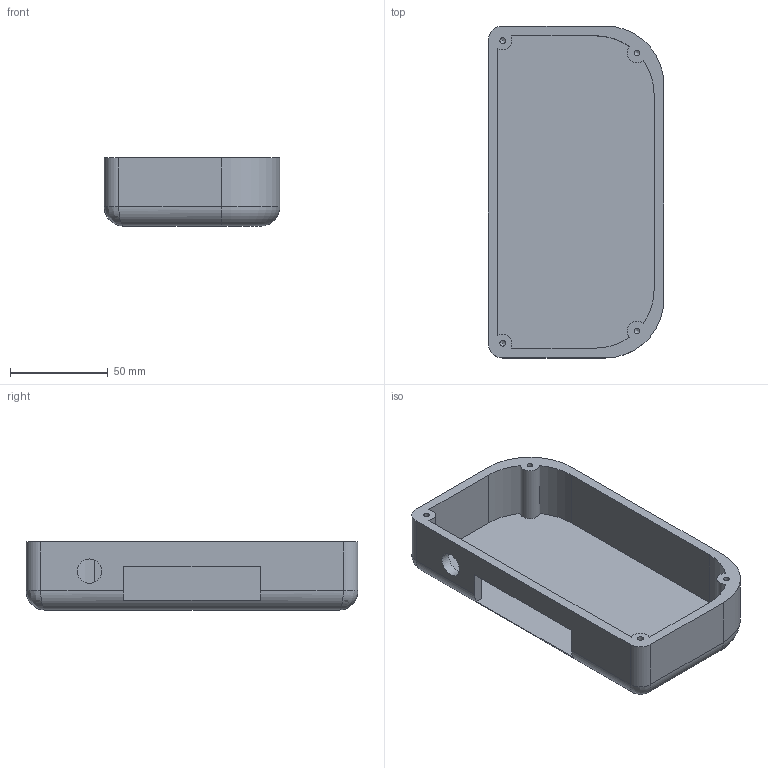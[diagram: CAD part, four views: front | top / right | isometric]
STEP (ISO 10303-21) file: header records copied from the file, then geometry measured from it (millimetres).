
FILE_DESCRIPTION(/* description */ ('STEP AP242','CAx-IF Rec.Pracs.---Representation and Presentation of Product Manufacturing Information (PMI)---4.0---2014-10-13','CAx-IF Rec.Pracs.---3D Tessellated Geometry---0.4---2014-09-14','2;1'),/* implementation_level */ '2;1');
FILE_NAME(/* name */ '6233bac188d48c7587d36bac',/* time_stamp */ '2022-03-17T22:48:34+00:00',/* author */ (''),/* organization */ (''),/* preprocessor_version */ 'ST-DEVELOPER v18.101',/* originating_system */ ' ',/* authorisation */ ' ');
FILE_SCHEMA (('AP242_MANAGED_MODEL_BASED_3D_ENGINEERING_MIM_LF { 1 0 10303 442 1 1 4 }'));
Length unit declared in the file: metre
Products named in the file (1): Controller Body
Bounding box: 90 x 170 x 35 mm (x, y, z)
Volume: 136881.7 mm3; surface area: 56940.5 mm2
Topology: 1 solids, 1 shells, 47 faces, 130 edges, 82 vertices
Faces by surface type: cylinder 25, plane 14, cone 4, torus 2, bspline 2
Full cylindrical faces by diameter (mm): 2.946 x4, 12.5 x1
Entity records: 1469 total; most frequent: CARTESIAN_POINT 289, DIRECTION 257, ORIENTED_EDGE 222, EDGE_CURVE 111, AXIS2_PLACEMENT_3D 100, VERTEX_POINT 78, FACE_BOUND 63, EDGE_LOOP 59
